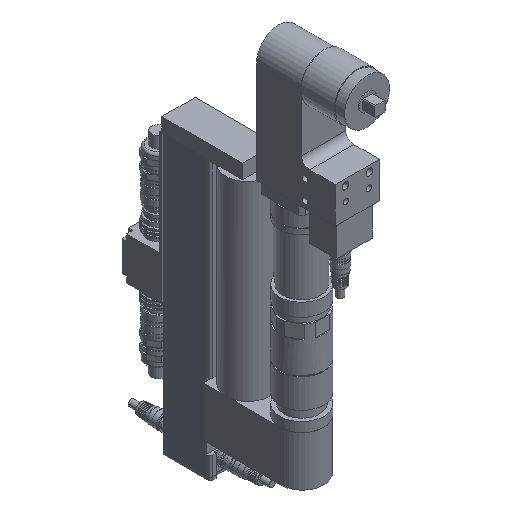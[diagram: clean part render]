
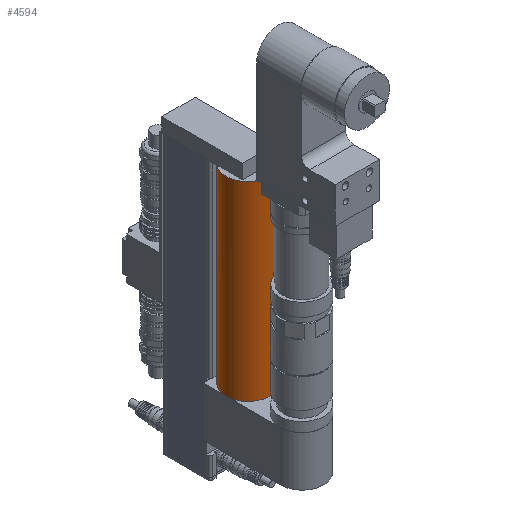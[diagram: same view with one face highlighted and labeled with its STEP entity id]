
A CAD part, isometric view. The second image highlights one B-rep face of the part: STEP entity #4594.
In plain terms, the highlighted cylindrical face has radius 27.5 mm (diameter 55 mm), a full revolution.
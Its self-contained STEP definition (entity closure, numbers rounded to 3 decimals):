
#4338=CARTESIAN_POINT('',(27.25,-60.1,108.5));
#4339=VERTEX_POINT('',#4338);
#4346=CARTESIAN_POINT('',(-27.25,-60.1,108.5));
#4347=VERTEX_POINT('',#4346);
#4348=CARTESIAN_POINT('',(0.0,-56.4,108.5));
#4349=DIRECTION('',(0.0,0.0,1.0));
#4350=DIRECTION('',(1.0,0.0,0.0));
#4351=AXIS2_PLACEMENT_3D('',#4348,#4349,#4350);
#4352=CIRCLE('',#4351,27.5);
#4353=EDGE_CURVE('',#4347,#4339,#4352,.T.);
#4369=CARTESIAN_POINT('',(27.25,-52.7,108.5));
#4370=VERTEX_POINT('',#4369);
#4371=CARTESIAN_POINT('',(-27.25,-52.7,108.5));
#4372=VERTEX_POINT('',#4371);
#4373=CARTESIAN_POINT('',(0.0,-56.4,108.5));
#4374=DIRECTION('',(0.0,0.0,1.0));
#4375=DIRECTION('',(1.0,0.0,0.0));
#4376=AXIS2_PLACEMENT_3D('',#4373,#4374,#4375);
#4377=CIRCLE('',#4376,27.5);
#4378=EDGE_CURVE('',#4370,#4372,#4377,.T.);
#4537=CARTESIAN_POINT('',(0.0,-56.4,108.5));
#4538=DIRECTION('',(0.0,0.0,1.0));
#4539=DIRECTION('',(1.0,0.0,0.0));
#4540=AXIS2_PLACEMENT_3D('',#4537,#4538,#4539);
#4541=CIRCLE('',#4540,27.5);
#4542=EDGE_CURVE('',#4339,#4370,#4541,.T.);
#4553=CARTESIAN_POINT('',(0.0,-56.4,108.5));
#4554=DIRECTION('',(0.0,0.0,1.0));
#4555=DIRECTION('',(1.0,0.0,0.0));
#4556=AXIS2_PLACEMENT_3D('',#4553,#4554,#4555);
#4557=CIRCLE('',#4556,27.5);
#4558=EDGE_CURVE('',#4372,#4347,#4557,.T.);
#4563=CARTESIAN_POINT('',(0.0,-56.4,346.5));
#4564=DIRECTION('',(0.0,0.0,-1.0));
#4565=DIRECTION('',(1.0,0.0,0.0));
#4566=AXIS2_PLACEMENT_3D('',#4563,#4564,#4565);
#4567=CYLINDRICAL_SURFACE('',#4566,27.5);
#4568=ORIENTED_EDGE('',*,*,#4558,.T.);
#4569=ORIENTED_EDGE('',*,*,#4353,.T.);
#4570=ORIENTED_EDGE('',*,*,#4542,.T.);
#4571=ORIENTED_EDGE('',*,*,#4378,.T.);
#4572=EDGE_LOOP('',(#4568,#4569,#4570,#4571));
#4573=FACE_OUTER_BOUND('',#4572,.T.);
#4574=CARTESIAN_POINT('',(-20.85,-38.469,346.5));
#4575=VERTEX_POINT('',#4574);
#4576=CARTESIAN_POINT('',(20.85,-38.469,346.5));
#4577=VERTEX_POINT('',#4576);
#4578=CARTESIAN_POINT('',(0.0,-56.4,346.5));
#4579=DIRECTION('',(0.0,0.0,1.0));
#4580=DIRECTION('',(1.0,0.0,0.0));
#4581=AXIS2_PLACEMENT_3D('',#4578,#4579,#4580);
#4582=CIRCLE('',#4581,27.5);
#4583=EDGE_CURVE('',#4575,#4577,#4582,.T.);
#4584=ORIENTED_EDGE('',*,*,#4583,.F.);
#4585=CARTESIAN_POINT('',(0.0,-56.4,346.5));
#4586=DIRECTION('',(0.0,0.0,1.0));
#4587=DIRECTION('',(1.0,0.0,0.0));
#4588=AXIS2_PLACEMENT_3D('',#4585,#4586,#4587);
#4589=CIRCLE('',#4588,27.5);
#4590=EDGE_CURVE('',#4577,#4575,#4589,.T.);
#4591=ORIENTED_EDGE('',*,*,#4590,.F.);
#4592=EDGE_LOOP('',(#4584,#4591));
#4593=FACE_BOUND('',#4592,.T.);
#4594=ADVANCED_FACE('',(#4573,#4593),#4567,.T.);
